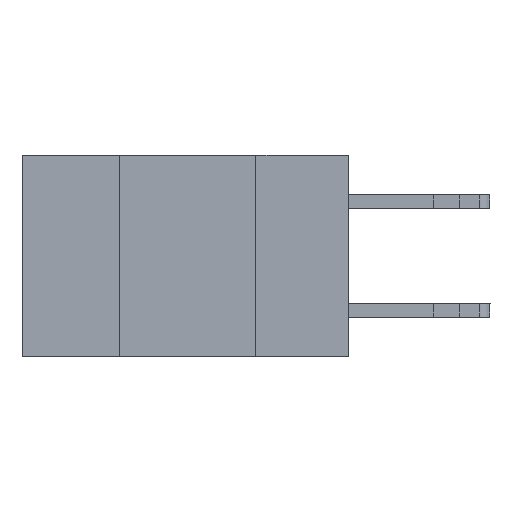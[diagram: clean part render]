
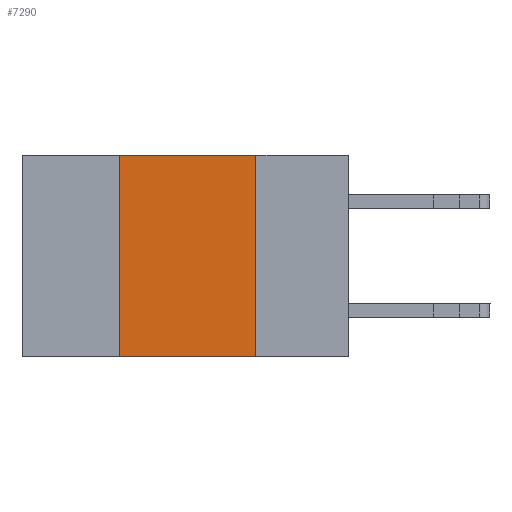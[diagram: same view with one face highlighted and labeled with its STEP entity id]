
A CAD part, left-side view. The second image highlights one B-rep face of the part: STEP entity #7290.
In plain terms, the highlighted planar face has unit normal (-1, 0, 0).
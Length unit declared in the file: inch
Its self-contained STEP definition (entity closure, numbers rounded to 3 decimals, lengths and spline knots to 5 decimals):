
#1366 = DIRECTION ( 'NONE',  ( 0., -1., 0. ) ) ;
#1593 = CARTESIAN_POINT ( 'NONE',  ( 0., 0.42, 0. ) ) ;
#3597 = CARTESIAN_POINT ( 'NONE',  ( 0., 0.42, -0.37 ) ) ;
#4271 = VECTOR ( 'NONE', #23371, 39.37008 ) ;
#5015 = DIRECTION ( 'NONE',  ( 0., 0., -1. ) ) ;
#6244 = LINE ( 'NONE', #25389, #17258 ) ;
#6531 = CARTESIAN_POINT ( 'NONE',  ( 0., 0.6, 0. ) ) ;
#6534 = CARTESIAN_POINT ( 'NONE',  ( 0., 0.17, -0.37 ) ) ;
#6895 = LINE ( 'NONE', #7093, #14439 ) ;
#7093 = CARTESIAN_POINT ( 'NONE',  ( 0., 0.6, -0.37 ) ) ;
#7290 = ADVANCED_FACE ( 'NONE', ( #7450 ), #14180, .F. ) ;
#7450 = FACE_OUTER_BOUND ( 'NONE', #20502, .T. ) ;
#7714 = VERTEX_POINT ( 'NONE', #3597 ) ;
#10937 = ORIENTED_EDGE ( 'NONE', *, *, #14328, .F. ) ;
#11186 = CARTESIAN_POINT ( 'NONE',  ( 0., 0.6, 0. ) ) ;
#11609 = VERTEX_POINT ( 'NONE', #6534 ) ;
#11936 = ORIENTED_EDGE ( 'NONE', *, *, #12532, .F. ) ;
#12532 = EDGE_CURVE ( 'NONE', #7714, #13045, #15625, .T. ) ;
#13045 = VERTEX_POINT ( 'NONE', #23716 ) ;
#13187 = DIRECTION ( 'NONE',  ( 0., -1., 0. ) ) ;
#14180 = PLANE ( 'NONE',  #23694 ) ;
#14328 = EDGE_CURVE ( 'NONE', #18966, #11609, #6244, .T. ) ;
#14439 = VECTOR ( 'NONE', #1366, 39.37008 ) ;
#15625 = LINE ( 'NONE', #1593, #4271 ) ;
#17258 = VECTOR ( 'NONE', #5015, 39.37008 ) ;
#17449 = ORIENTED_EDGE ( 'NONE', *, *, #23805, .F. ) ;
#18037 = DIRECTION ( 'NONE',  ( 1., 0., 0. ) ) ;
#18263 = LINE ( 'NONE', #11186, #21735 ) ;
#18966 = VERTEX_POINT ( 'NONE', #21603 ) ;
#19594 = EDGE_CURVE ( 'NONE', #7714, #11609, #6895, .T. ) ;
#20097 = DIRECTION ( 'NONE',  ( 0., 0., -1. ) ) ;
#20408 = ORIENTED_EDGE ( 'NONE', *, *, #19594, .T. ) ;
#20502 = EDGE_LOOP ( 'NONE', ( #10937, #17449, #11936, #20408 ) ) ;
#21603 = CARTESIAN_POINT ( 'NONE',  ( 0., 0.17, 0. ) ) ;
#21735 = VECTOR ( 'NONE', #13187, 39.37008 ) ;
#23371 = DIRECTION ( 'NONE',  ( 0., 0., 1. ) ) ;
#23694 = AXIS2_PLACEMENT_3D ( 'NONE', #6531, #18037, #20097 ) ;
#23716 = CARTESIAN_POINT ( 'NONE',  ( 0., 0.42, 0. ) ) ;
#23805 = EDGE_CURVE ( 'NONE', #13045, #18966, #18263, .T. ) ;
#25389 = CARTESIAN_POINT ( 'NONE',  ( 0., 0.17, 0. ) ) ;
